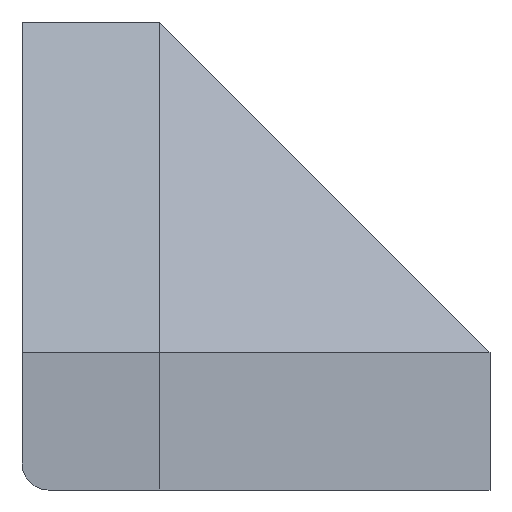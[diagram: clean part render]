
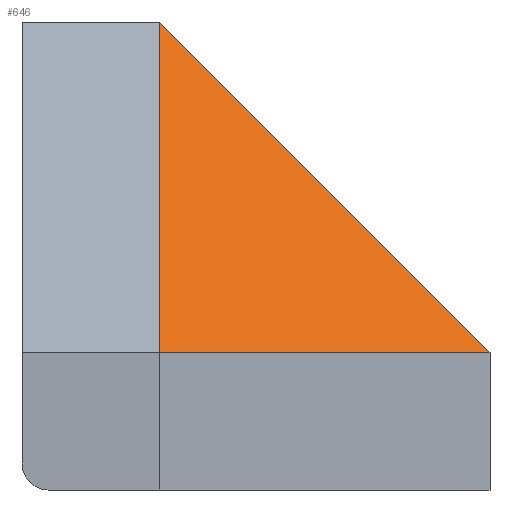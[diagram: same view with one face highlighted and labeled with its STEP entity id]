
A CAD part, front view. The second image highlights one B-rep face of the part: STEP entity #646.
In plain terms, the highlighted planar face has unit normal (0.577, -0.577, 0.577).
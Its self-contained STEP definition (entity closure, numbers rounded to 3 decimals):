
#28=PLANE('',#722);
#72=FACE_OUTER_BOUND('',#112,.T.);
#112=EDGE_LOOP('',(#551,#552,#553));
#182=LINE('',#1091,#253);
#183=LINE('',#1093,#254);
#184=LINE('',#1094,#255);
#253=VECTOR('',#874,10.);
#254=VECTOR('',#875,10.);
#255=VECTOR('',#876,10.);
#325=VERTEX_POINT('',#1031);
#345=VERTEX_POINT('',#1090);
#346=VERTEX_POINT('',#1092);
#423=EDGE_CURVE('',#325,#345,#182,.T.);
#424=EDGE_CURVE('',#346,#325,#183,.T.);
#425=EDGE_CURVE('',#345,#346,#184,.T.);
#551=ORIENTED_EDGE('',*,*,#423,.F.);
#552=ORIENTED_EDGE('',*,*,#424,.F.);
#553=ORIENTED_EDGE('',*,*,#425,.F.);
#646=ADVANCED_FACE('',(#72),#28,.T.);
#722=AXIS2_PLACEMENT_3D('',#1089,#872,#873);
#872=DIRECTION('center_axis',(0.577,-0.577,0.577));
#873=DIRECTION('ref_axis',(0.707,0.,-0.707));
#874=DIRECTION('',(-0.707,-0.707,0.));
#875=DIRECTION('',(0.707,0.,-0.707));
#876=DIRECTION('',(0.,0.707,0.707));
#1031=CARTESIAN_POINT('',(38.4,30.3,6.6));
#1089=CARTESIAN_POINT('Origin',(17.2,19.7,17.2));
#1090=CARTESIAN_POINT('',(6.6,-1.5,6.6));
#1091=CARTESIAN_POINT('',(6.6,-1.5,6.6));
#1092=CARTESIAN_POINT('',(6.6,30.3,38.4));
#1093=CARTESIAN_POINT('',(6.6,30.3,38.4));
#1094=CARTESIAN_POINT('',(6.6,30.3,38.4));
